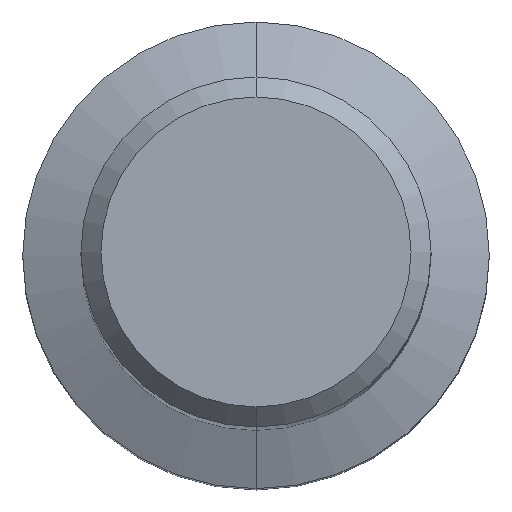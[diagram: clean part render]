
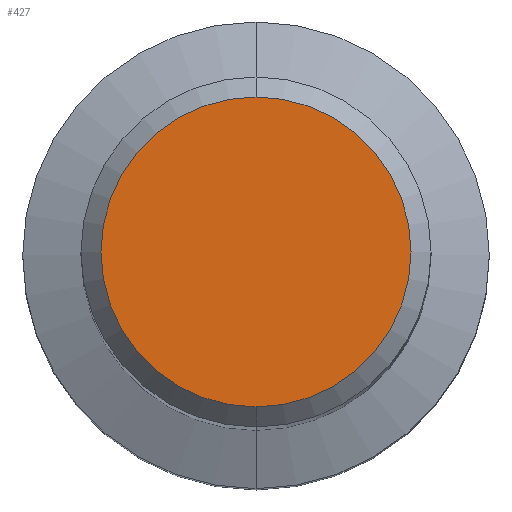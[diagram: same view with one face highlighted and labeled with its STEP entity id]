
A CAD part, top view. The second image highlights one B-rep face of the part: STEP entity #427.
In plain terms, the highlighted planar face has unit normal (0, 0, 1).
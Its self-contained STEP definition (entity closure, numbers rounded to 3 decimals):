
#287=VERTEX_POINT('',#650);
#427=ADVANCED_FACE('',(#805),#806,.T.);
#449=EDGE_CURVE('',#287,#451,#831,.T.);
#451=VERTEX_POINT('',#833);
#509=EDGE_CURVE('',#451,#287,#900,.T.);
#650=CARTESIAN_POINT('',(0.0,4.65,0.0));
#805=FACE_OUTER_BOUND('',#1403,.T.);
#806=PLANE('',#1404);
#831=CIRCLE('',#1458,4.65);
#833=CARTESIAN_POINT('',(0.,-4.65,0.0));
#900=CIRCLE('',#1635,4.65);
#1403=EDGE_LOOP('',(#1959,#1960));
#1404=AXIS2_PLACEMENT_3D('',#1961,#1962,#1963);
#1458=AXIS2_PLACEMENT_3D('',#1995,#1996,#1997);
#1635=AXIS2_PLACEMENT_3D('',#2084,#2085,#2086);
#1959=ORIENTED_EDGE('',*,*,#449,.F.);
#1960=ORIENTED_EDGE('',*,*,#509,.F.);
#1961=CARTESIAN_POINT('',(0.0,2.325,0.0));
#1962=DIRECTION('',(-0.0,0.0,1.0));
#1963=DIRECTION('',(0.0,-1.0,0.0));
#1995=CARTESIAN_POINT('',(0.0,0.0,0.0));
#1996=DIRECTION('',(0.0,0.0,-1.0));
#1997=DIRECTION('',(0.0,1.0,0.0));
#2084=CARTESIAN_POINT('',(0.0,0.0,0.0));
#2085=DIRECTION('',(0.0,0.0,-1.0));
#2086=DIRECTION('',(0.0,1.0,0.0));
